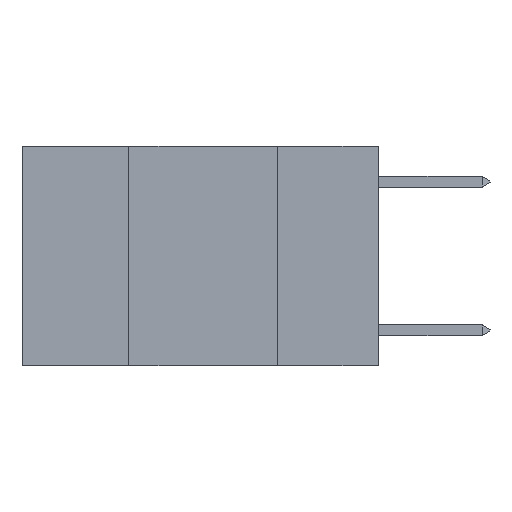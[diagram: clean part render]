
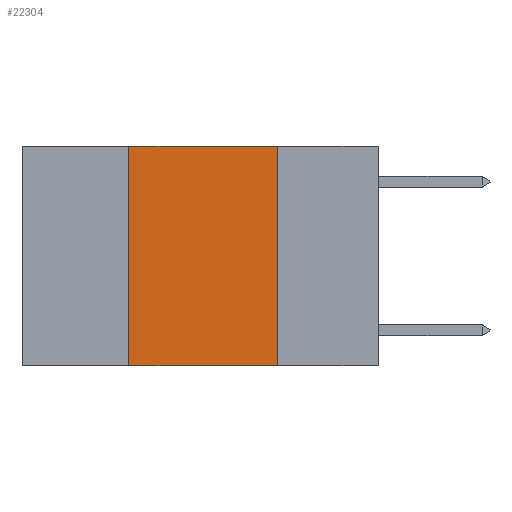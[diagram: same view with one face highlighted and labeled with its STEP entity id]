
A CAD part, left-side view. The second image highlights one B-rep face of the part: STEP entity #22304.
In plain terms, the highlighted planar face has unit normal (-1, 0, 0).
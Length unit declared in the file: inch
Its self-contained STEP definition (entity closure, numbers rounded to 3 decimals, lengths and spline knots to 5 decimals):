
#24 = LINE ( 'NONE', #26007, #17176 ) ;
#363 = LINE ( 'NONE', #18478, #8083 ) ;
#736 = ORIENTED_EDGE ( 'NONE', *, *, #17368, .F. ) ;
#1531 = ORIENTED_EDGE ( 'NONE', *, *, #15723, .F. ) ;
#1745 = DIRECTION ( 'NONE',  ( 0., -1., 0. ) ) ;
#2128 = VERTEX_POINT ( 'NONE', #24058 ) ;
#2243 = VECTOR ( 'NONE', #21408, 39.37008 ) ;
#3208 = ORIENTED_EDGE ( 'NONE', *, *, #22966, .T. ) ;
#3364 = DIRECTION ( 'NONE',  ( 1., 0., 0. ) ) ;
#5291 = LINE ( 'NONE', #15337, #2243 ) ;
#5297 = CARTESIAN_POINT ( 'NONE',  ( 0., 0.17, -0.37 ) ) ;
#5372 = DIRECTION ( 'NONE',  ( 0., 0., -1. ) ) ;
#5600 = DIRECTION ( 'NONE',  ( 0., 0., -1. ) ) ;
#8083 = VECTOR ( 'NONE', #20700, 39.37008 ) ;
#11225 = VERTEX_POINT ( 'NONE', #20485 ) ;
#11927 = EDGE_CURVE ( 'NONE', #11225, #18663, #25414, .T. ) ;
#12472 = AXIS2_PLACEMENT_3D ( 'NONE', #15783, #3364, #5600 ) ;
#14542 = VERTEX_POINT ( 'NONE', #19023 ) ;
#14942 = VECTOR ( 'NONE', #5372, 39.37008 ) ;
#15337 = CARTESIAN_POINT ( 'NONE',  ( 0., 0.42, 0. ) ) ;
#15419 = CARTESIAN_POINT ( 'NONE',  ( 0., 0.17, 0. ) ) ;
#15723 = EDGE_CURVE ( 'NONE', #14542, #11225, #363, .T. ) ;
#15783 = CARTESIAN_POINT ( 'NONE',  ( 0., 0.6, 0. ) ) ;
#17176 = VECTOR ( 'NONE', #1745, 39.37008 ) ;
#17368 = EDGE_CURVE ( 'NONE', #2128, #14542, #5291, .T. ) ;
#18478 = CARTESIAN_POINT ( 'NONE',  ( 0., 0.6, 0. ) ) ;
#18663 = VERTEX_POINT ( 'NONE', #5297 ) ;
#19023 = CARTESIAN_POINT ( 'NONE',  ( 0., 0.42, 0. ) ) ;
#20485 = CARTESIAN_POINT ( 'NONE',  ( 0., 0.17, 0. ) ) ;
#20700 = DIRECTION ( 'NONE',  ( 0., -1., 0. ) ) ;
#21408 = DIRECTION ( 'NONE',  ( 0., 0., 1. ) ) ;
#21842 = PLANE ( 'NONE',  #12472 ) ;
#22304 = ADVANCED_FACE ( 'NONE', ( #23678 ), #21842, .F. ) ;
#22826 = EDGE_LOOP ( 'NONE', ( #23977, #1531, #736, #3208 ) ) ;
#22966 = EDGE_CURVE ( 'NONE', #2128, #18663, #24, .T. ) ;
#23678 = FACE_OUTER_BOUND ( 'NONE', #22826, .T. ) ;
#23977 = ORIENTED_EDGE ( 'NONE', *, *, #11927, .F. ) ;
#24058 = CARTESIAN_POINT ( 'NONE',  ( 0., 0.42, -0.37 ) ) ;
#25414 = LINE ( 'NONE', #15419, #14942 ) ;
#26007 = CARTESIAN_POINT ( 'NONE',  ( 0., 0.6, -0.37 ) ) ;
